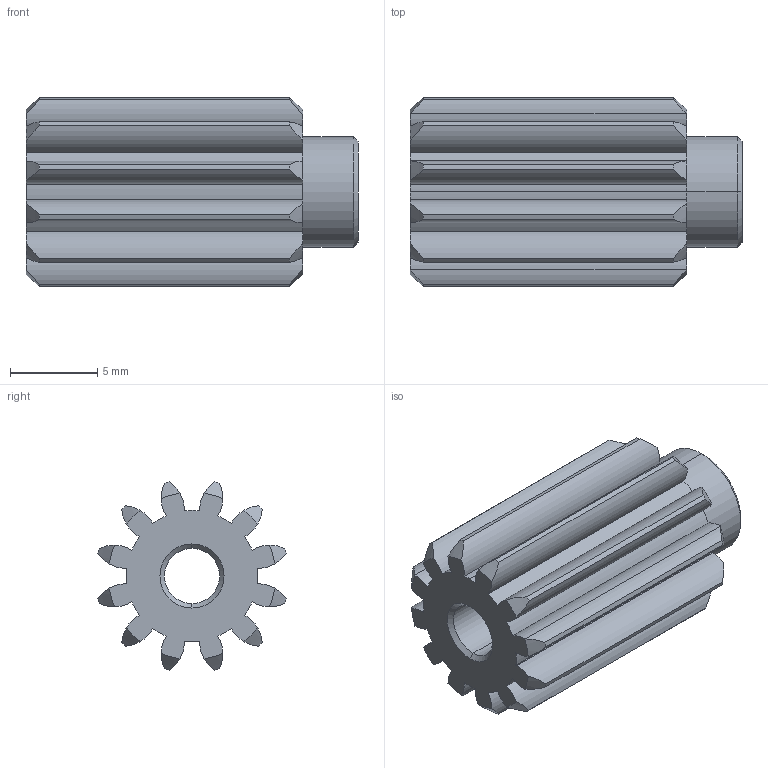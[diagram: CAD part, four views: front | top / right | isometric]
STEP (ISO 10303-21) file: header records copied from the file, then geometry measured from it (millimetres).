
FILE_DESCRIPTION (( 'STEP AP203' ), '1' );
FILE_NAME ('am-4032 12T 32DP 125 Bore Gear.STEP', '2022-06-29T17:57:56', ( '' ), ( '' ), 'SwSTEP 2.0', 'SolidWorks 2022', '' );
FILE_SCHEMA (( 'CONFIG_CONTROL_DESIGN' ));
Length unit declared in the file: inch
Products named in the file (1): am-4032 12T 32DP 125 Bore Gear
Bounding box: 19.05 x 10.8 x 10.8 mm (x, y, z)
Volume: 999.7 mm3; surface area: 1319.1 mm2
Topology: 1 solids, 1 shells, 90 faces, 255 edges, 168 vertices
Faces by surface type: cylinder 57, cone 30, plane 3
Entity records: 3222 total; most frequent: CARTESIAN_POINT 766, DIRECTION 525, ORIENTED_EDGE 510, EDGE_CURVE 255, AXIS2_PLACEMENT_3D 231, VERTEX_POINT 168, CIRCLE 140, EDGE_LOOP 93
